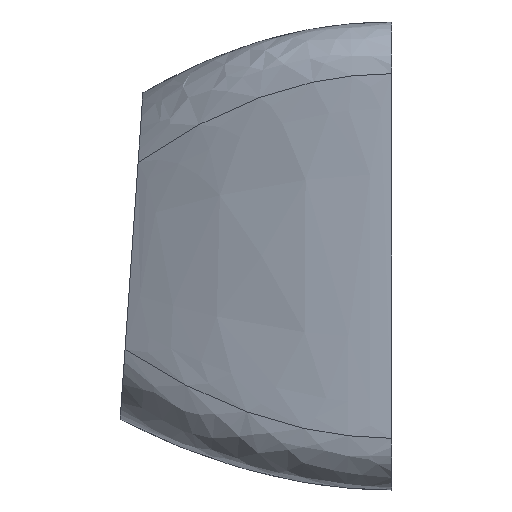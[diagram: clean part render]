
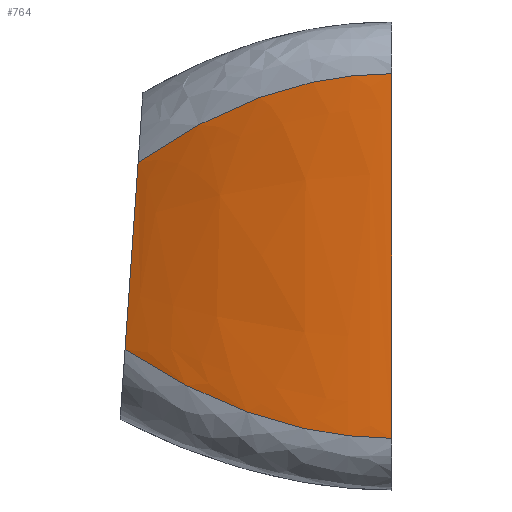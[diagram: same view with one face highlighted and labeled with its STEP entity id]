
A CAD part, left-side view. The second image highlights one B-rep face of the part: STEP entity #764.
In plain terms, the highlighted free-form (B-spline) face has degree [3, 3] with [4, 4] control points.
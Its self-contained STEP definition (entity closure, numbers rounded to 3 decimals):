
#37=B_SPLINE_SURFACE_WITH_KNOTS('',3,3,((#1628,#1629,#1630,#1631),(#1632,
#1633,#1634,#1635),(#1636,#1637,#1638,#1639),(#1640,#1641,#1642,#1643)),
 .UNSPECIFIED.,.F.,.F.,.F.,(4,4),(4,4),(0.,1.),(0.,1.),.UNSPECIFIED.);
#73=B_SPLINE_CURVE_WITH_KNOTS('',3,(#1624,#1625,#1626,#1627),
 .UNSPECIFIED.,.F.,.F.,(4,4),(0.,1.),.UNSPECIFIED.);
#74=B_SPLINE_CURVE_WITH_KNOTS('',3,(#1644,#1645,#1646,#1647),
 .UNSPECIFIED.,.F.,.F.,(4,4),(0.,1.),.UNSPECIFIED.);
#97=FACE_OUTER_BOUND('',#144,.T.);
#144=EDGE_LOOP('',(#589,#590,#591,#592));
#189=LINE('',#1582,#258);
#190=LINE('',#1588,#259);
#258=VECTOR('',#885,10.);
#259=VECTOR('',#890,10.);
#337=VERTEX_POINT('',#1568);
#343=VERTEX_POINT('',#1580);
#345=VERTEX_POINT('',#1585);
#346=VERTEX_POINT('',#1587);
#429=EDGE_CURVE('',#337,#343,#189,.T.);
#431=EDGE_CURVE('',#345,#346,#190,.T.);
#439=EDGE_CURVE('',#345,#337,#73,.T.);
#440=EDGE_CURVE('',#346,#343,#74,.T.);
#589=ORIENTED_EDGE('',*,*,#431,.F.);
#590=ORIENTED_EDGE('',*,*,#439,.T.);
#591=ORIENTED_EDGE('',*,*,#429,.T.);
#592=ORIENTED_EDGE('',*,*,#440,.F.);
#764=ADVANCED_FACE('',(#97),#37,.F.);
#885=DIRECTION('',(0.,0.,1.));
#890=DIRECTION('',(0.,-0.07,0.998));
#1568=CARTESIAN_POINT('',(0.,0.,2.));
#1580=CARTESIAN_POINT('',(0.,0.,16.1));
#1582=CARTESIAN_POINT('',(0.,0.,2.));
#1585=CARTESIAN_POINT('',(2.7,10.32,5.433));
#1587=CARTESIAN_POINT('',(2.7,9.814,12.671));
#1588=CARTESIAN_POINT('',(2.7,10.32,5.433));
#1624=CARTESIAN_POINT('Ctrl Pts',(2.7,10.32,5.433));
#1625=CARTESIAN_POINT('Ctrl Pts',(0.9,6.88,3.144));
#1626=CARTESIAN_POINT('Ctrl Pts',(0.,3.356,
2.));
#1627=CARTESIAN_POINT('Ctrl Pts',(0.,0.,2.));
#1628=CARTESIAN_POINT('Ctrl Pts',(2.7,10.32,5.433));
#1629=CARTESIAN_POINT('Ctrl Pts',(0.9,6.88,3.144));
#1630=CARTESIAN_POINT('Ctrl Pts',(0.,3.356,
2.));
#1631=CARTESIAN_POINT('Ctrl Pts',(0.,0.,2.));
#1632=CARTESIAN_POINT('Ctrl Pts',(2.7,10.221,6.843));
#1633=CARTESIAN_POINT('Ctrl Pts',(0.939,6.814,4.776));
#1634=CARTESIAN_POINT('Ctrl Pts',(0.,3.356,
3.047));
#1635=CARTESIAN_POINT('Ctrl Pts',(0.,0.,3.047));
#1636=CARTESIAN_POINT('Ctrl Pts',(2.7,9.913,11.261));
#1637=CARTESIAN_POINT('Ctrl Pts',(0.939,6.608,13.325));
#1638=CARTESIAN_POINT('Ctrl Pts',(0.,3.356,
15.053));
#1639=CARTESIAN_POINT('Ctrl Pts',(0.,0.,15.053));
#1640=CARTESIAN_POINT('Ctrl Pts',(2.7,9.814,12.671));
#1641=CARTESIAN_POINT('Ctrl Pts',(0.9,6.543,14.957));
#1642=CARTESIAN_POINT('Ctrl Pts',(0.,3.356,
16.1));
#1643=CARTESIAN_POINT('Ctrl Pts',(0.,0.,16.1));
#1644=CARTESIAN_POINT('Ctrl Pts',(2.7,9.814,12.671));
#1645=CARTESIAN_POINT('Ctrl Pts',(0.9,6.543,14.957));
#1646=CARTESIAN_POINT('Ctrl Pts',(0.,3.356,
16.1));
#1647=CARTESIAN_POINT('Ctrl Pts',(0.,0.,
16.1));
